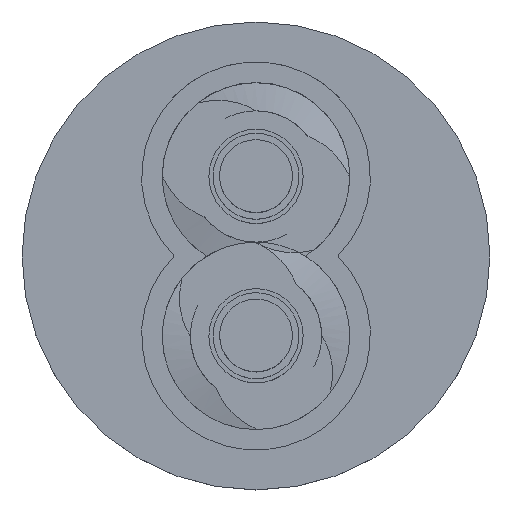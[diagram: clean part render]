
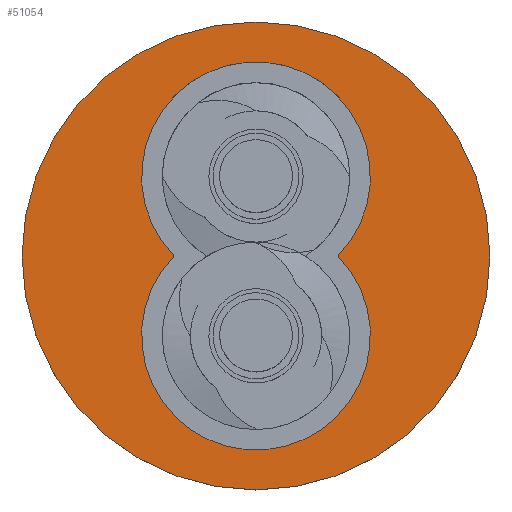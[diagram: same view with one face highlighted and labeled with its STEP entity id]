
A CAD part, top view. The second image highlights one B-rep face of the part: STEP entity #51054.
In plain terms, the highlighted planar face has unit normal (0, 0, 1).
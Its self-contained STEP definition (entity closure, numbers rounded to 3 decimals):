
#50301 = CYLINDRICAL_SURFACE('',#50302,346.);
#50302 = AXIS2_PLACEMENT_3D('',#50303,#50304,#50305);
#50303 = CARTESIAN_POINT('',(0.,240.95,1704.));
#50304 = DIRECTION('',(0.,0.,1.));
#50305 = DIRECTION('',(1.,0.,-0.));
#50328 = CYLINDRICAL_SURFACE('',#50329,346.);
#50329 = AXIS2_PLACEMENT_3D('',#50330,#50331,#50332);
#50330 = CARTESIAN_POINT('',(0.,-240.95,1704.));
#50331 = DIRECTION('',(0.,0.,1.));
#50332 = DIRECTION('',(1.,0.,-0.));
#50749 = EDGE_CURVE('',#50750,#50752,#50754,.T.);
#50750 = VERTEX_POINT('',#50751);
#50751 = CARTESIAN_POINT('',(248.312,0.,1700.));
#50752 = VERTEX_POINT('',#50753);
#50753 = CARTESIAN_POINT('',(-248.312,0.,1700.));
#50754 = SURFACE_CURVE('',#50755,(#50760,#50767),.PCURVE_S1.);
#50755 = CIRCLE('',#50756,346.);
#50756 = AXIS2_PLACEMENT_3D('',#50757,#50758,#50759);
#50757 = CARTESIAN_POINT('',(0.,240.95,1700.));
#50758 = DIRECTION('',(0.,0.,1.));
#50759 = DIRECTION('',(1.,0.,-0.));
#50760 = PCURVE('',#50301,#50761);
#50761 = DEFINITIONAL_REPRESENTATION('',(#50762),#50766);
#50762 = LINE('',#50763,#50764);
#50763 = CARTESIAN_POINT('',(-6.283,-4.));
#50764 = VECTOR('',#50765,1.);
#50765 = DIRECTION('',(1.,0.));
#50766 = ( GEOMETRIC_REPRESENTATION_CONTEXT(2) 
PARAMETRIC_REPRESENTATION_CONTEXT() REPRESENTATION_CONTEXT('2D SPACE',''
  ) );
#50767 = PCURVE('',#50768,#50773);
#50768 = PLANE('',#50769);
#50769 = AXIS2_PLACEMENT_3D('',#50770,#50771,#50772);
#50770 = CARTESIAN_POINT('',(0.,0.,
    1700.));
#50771 = DIRECTION('',(0.,0.,1.));
#50772 = DIRECTION('',(1.,0.,-0.));
#50773 = DEFINITIONAL_REPRESENTATION('',(#50774),#50778);
#50774 = CIRCLE('',#50775,346.);
#50775 = AXIS2_PLACEMENT_2D('',#50776,#50777);
#50776 = CARTESIAN_POINT('',(0.,240.95));
#50777 = DIRECTION('',(1.,0.));
#50778 = ( GEOMETRIC_REPRESENTATION_CONTEXT(2) 
PARAMETRIC_REPRESENTATION_CONTEXT() REPRESENTATION_CONTEXT('2D SPACE',''
  ) );
#50824 = EDGE_CURVE('',#50752,#50750,#50825,.T.);
#50825 = SURFACE_CURVE('',#50826,(#50831,#50838),.PCURVE_S1.);
#50826 = CIRCLE('',#50827,346.);
#50827 = AXIS2_PLACEMENT_3D('',#50828,#50829,#50830);
#50828 = CARTESIAN_POINT('',(0.,-240.95,1700.));
#50829 = DIRECTION('',(0.,0.,1.));
#50830 = DIRECTION('',(1.,0.,-0.));
#50831 = PCURVE('',#50328,#50832);
#50832 = DEFINITIONAL_REPRESENTATION('',(#50833),#50837);
#50833 = LINE('',#50834,#50835);
#50834 = CARTESIAN_POINT('',(0.,-4.));
#50835 = VECTOR('',#50836,1.);
#50836 = DIRECTION('',(1.,0.));
#50837 = ( GEOMETRIC_REPRESENTATION_CONTEXT(2) 
PARAMETRIC_REPRESENTATION_CONTEXT() REPRESENTATION_CONTEXT('2D SPACE',''
  ) );
#50838 = PCURVE('',#50768,#50839);
#50839 = DEFINITIONAL_REPRESENTATION('',(#50840),#50844);
#50840 = CIRCLE('',#50841,346.);
#50841 = AXIS2_PLACEMENT_2D('',#50842,#50843);
#50842 = CARTESIAN_POINT('',(0.,-240.95));
#50843 = DIRECTION('',(1.,0.));
#50844 = ( GEOMETRIC_REPRESENTATION_CONTEXT(2) 
PARAMETRIC_REPRESENTATION_CONTEXT() REPRESENTATION_CONTEXT('2D SPACE',''
  ) );
#50892 = CYLINDRICAL_SURFACE('',#50893,707.5);
#50893 = AXIS2_PLACEMENT_3D('',#50894,#50895,#50896);
#50894 = CARTESIAN_POINT('',(0.,0.,1646.));
#50895 = DIRECTION('',(-0.,-0.,-1.));
#50896 = DIRECTION('',(1.,0.,0.));
#51054 = ADVANCED_FACE('',(#51055,#51081),#50768,.T.);
#51055 = FACE_BOUND('',#51056,.T.);
#51056 = EDGE_LOOP('',(#51057));
#51057 = ORIENTED_EDGE('',*,*,#51058,.T.);
#51058 = EDGE_CURVE('',#51059,#51059,#51061,.T.);
#51059 = VERTEX_POINT('',#51060);
#51060 = CARTESIAN_POINT('',(707.5,0.,1700.));
#51061 = SURFACE_CURVE('',#51062,(#51067,#51074),.PCURVE_S1.);
#51062 = CIRCLE('',#51063,707.5);
#51063 = AXIS2_PLACEMENT_3D('',#51064,#51065,#51066);
#51064 = CARTESIAN_POINT('',(0.,0.,1700.));
#51065 = DIRECTION('',(0.,0.,1.));
#51066 = DIRECTION('',(1.,0.,-0.));
#51067 = PCURVE('',#50768,#51068);
#51068 = DEFINITIONAL_REPRESENTATION('',(#51069),#51073);
#51069 = CIRCLE('',#51070,707.5);
#51070 = AXIS2_PLACEMENT_2D('',#51071,#51072);
#51071 = CARTESIAN_POINT('',(0.,0.));
#51072 = DIRECTION('',(1.,0.));
#51073 = ( GEOMETRIC_REPRESENTATION_CONTEXT(2) 
PARAMETRIC_REPRESENTATION_CONTEXT() REPRESENTATION_CONTEXT('2D SPACE',''
  ) );
#51074 = PCURVE('',#50892,#51075);
#51075 = DEFINITIONAL_REPRESENTATION('',(#51076),#51080);
#51076 = LINE('',#51077,#51078);
#51077 = CARTESIAN_POINT('',(6.283,-54.));
#51078 = VECTOR('',#51079,1.);
#51079 = DIRECTION('',(-1.,0.));
#51080 = ( GEOMETRIC_REPRESENTATION_CONTEXT(2) 
PARAMETRIC_REPRESENTATION_CONTEXT() REPRESENTATION_CONTEXT('2D SPACE',''
  ) );
#51081 = FACE_BOUND('',#51082,.T.);
#51082 = EDGE_LOOP('',(#51083,#51084));
#51083 = ORIENTED_EDGE('',*,*,#50749,.F.);
#51084 = ORIENTED_EDGE('',*,*,#50824,.F.);
